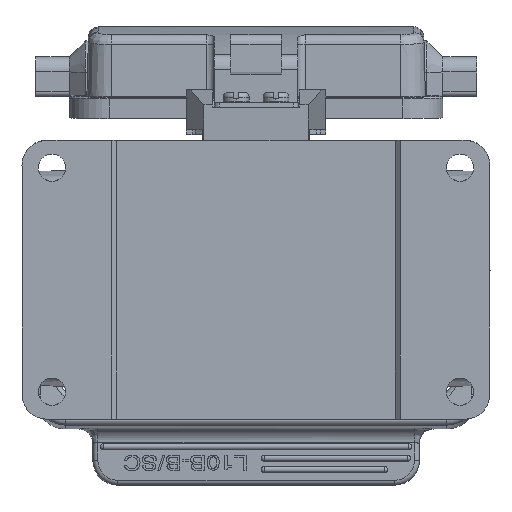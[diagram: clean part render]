
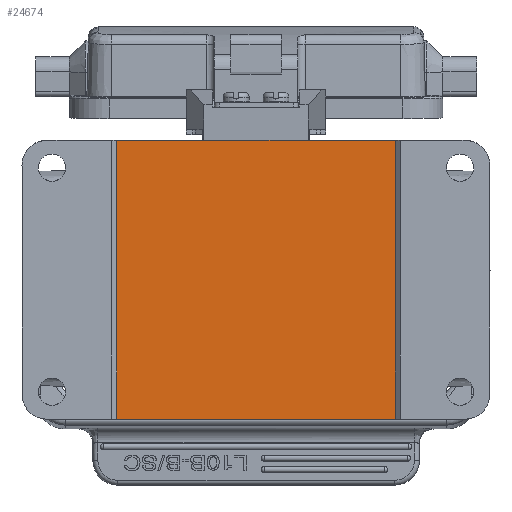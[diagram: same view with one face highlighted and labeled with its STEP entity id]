
A CAD part, front view. The second image highlights one B-rep face of the part: STEP entity #24674.
In plain terms, the highlighted planar face has unit normal (0, -1, -0.009).
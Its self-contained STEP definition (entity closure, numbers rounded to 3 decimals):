
#2717=DIRECTION('',(1.,0.,0.));
#2718=VECTOR('',#2717,56.);
#2719=CARTESIAN_POINT('',(18.986,-21.779,
-50.144));
#2720=LINE('',#2719,#2718);
#3131=DIRECTION('',(-1.,0.,0.));
#3132=VECTOR('',#3131,56.);
#3133=CARTESIAN_POINT('',(74.986,-22.285,5.854));
#3134=LINE('',#3133,#3132);
#3181=DIRECTION('',(0.,-0.009,1.));
#3182=VECTOR('',#3181,56.);
#3183=CARTESIAN_POINT('',(74.986,-21.796,
-50.144));
#3184=LINE('',#3183,#3182);
#3185=DIRECTION('',(0.,-0.009,1.));
#3186=VECTOR('',#3185,56.);
#3187=CARTESIAN_POINT('',(18.986,-21.779,
-50.144));
#3188=LINE('',#3187,#3186);
#17457=CARTESIAN_POINT('',(74.986,-22.285,
5.854));
#17458=VERTEX_POINT('',#17457);
#17459=CARTESIAN_POINT('',(18.986,-22.267,
5.854));
#17460=VERTEX_POINT('',#17459);
#17487=CARTESIAN_POINT('',(18.986,-21.779,
-50.144));
#17488=VERTEX_POINT('',#17487);
#17489=CARTESIAN_POINT('',(74.986,-21.796,
-50.144));
#17490=VERTEX_POINT('',#17489);
#24662=CARTESIAN_POINT('',(46.986,-22.032,
-22.145));
#24663=DIRECTION('',(0.,1.,0.009));
#24664=DIRECTION('',(0.,-0.009,1.));
#24665=AXIS2_PLACEMENT_3D('',#24662,#24663,#24664);
#24666=PLANE('',#24665);
#24667=ORIENTED_EDGE('',*,*,#23926,.F.);
#24669=ORIENTED_EDGE('',*,*,#24668,.T.);
#24670=ORIENTED_EDGE('',*,*,#24598,.F.);
#24671=ORIENTED_EDGE('',*,*,#24654,.F.);
#24672=EDGE_LOOP('',(#24667,#24669,#24670,#24671));
#24673=FACE_OUTER_BOUND('',#24672,.F.);
#23926=EDGE_CURVE('',#17488,#17490,#2720,.T.);
#24598=EDGE_CURVE('',#17458,#17460,#3134,.T.);
#24654=EDGE_CURVE('',#17490,#17458,#3184,.T.);
#24668=EDGE_CURVE('',#17488,#17460,#3188,.T.);
#24674=ADVANCED_FACE('',(#24673),#24666,.F.);
